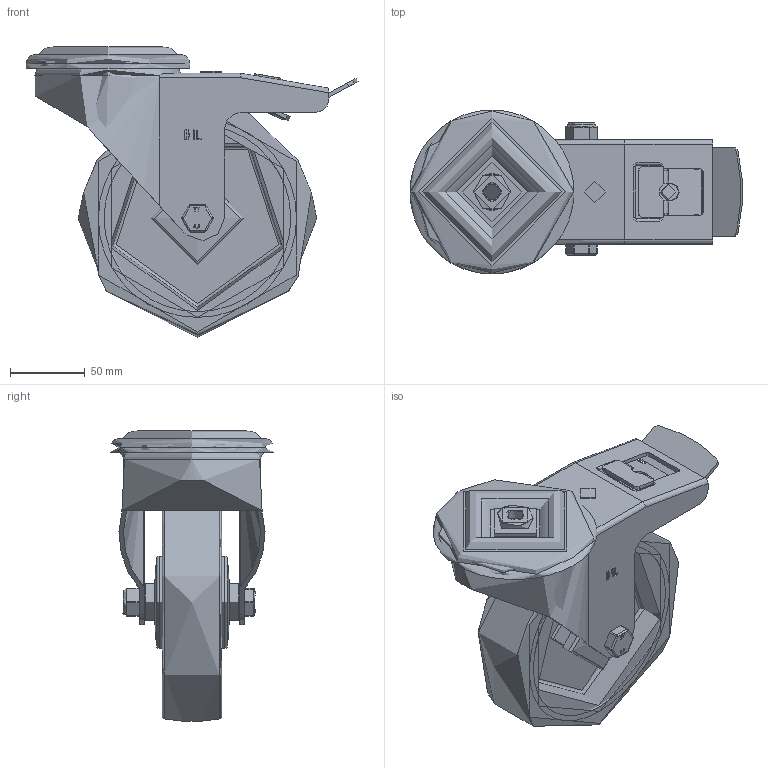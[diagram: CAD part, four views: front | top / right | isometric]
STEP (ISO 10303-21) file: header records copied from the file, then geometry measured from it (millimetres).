
FILE_DESCRIPTION(/* description */ (''),/* implementation_level */ '2;1');
FILE_NAME(/* name */ 'BZMM160STPRBJBH12SWB.step',/* time_stamp */ '2024-10-01T12:20:44+01:00',/* author */ (''),/* organization */ (''),/* preprocessor_version */ 'ST-DEVELOPER v20',/* originating_system */ 'Autodesk Translation Framework v13.20.0.188',/* authorisation */ '');
FILE_SCHEMA (('AUTOMOTIVE_DESIGN { 1 0 10303 214 3 1 1 }'));
Length unit declared in the file: millimetre
Products named in the file (29): BZMM160STPRBJBH12SWB; BZMM150ASBH12SWB - 64 v1; ZINC PLATED, PRESSED STEEL TOP PLATE; ZINC PLATED, PRESSED STEEL BRAKE PEDAL; BRAKE PAD; BRAKE PAD Geometry; BRAKE BOLT; BOLT; NUT; ZINC PLATED, PRESSED STEEL FORKS; BZH160WSTPRBJM12 v1; 65 SHORE A THERMOPLASTIC RUBBER TYRE; POLYPROPYLENE RIM; BEARING6204; INNER; OUTER; BALL BEARINGS; Component3; MIDDLE; RUBBER; CAP; CAP Geometry; CAP2; HEXBOLTM12X80Z8.8 v2; GRADE 8.8 ZINC PLATED BOLT; NYLOCM12Z v1; NYLOC NUT; NUT (1); RUBBER (1)
Assembly tree (35 placements, depth 5):
  BZMM160STPRBJBH12SWB
    BZMM150ASBH12SWB - 64 v1
      ZINC PLATED, PRESSED STEEL TOP PLATE
      ZINC PLATED, PRESSED STEEL BRAKE PEDAL
      BRAKE PAD
        BRAKE PAD Geometry
        BRAKE BOLT
        BOLT
        NUT
      ZINC PLATED, PRESSED STEEL FORKS
    BZH160WSTPRBJM12 v1
      65 SHORE A THERMOPLASTIC RUBBER TYRE
      POLYPROPYLENE RIM
      BEARING6204
        INNER
        OUTER
        BALL BEARINGS
          Component3  x8
        MIDDLE
        RUBBER
      CAP
        CAP Geometry
        CAP2
    HEXBOLTM12X80Z8.8 v2
      GRADE 8.8 ZINC PLATED BOLT
    NYLOCM12Z v1
      NYLOC NUT
        NUT (1)
        RUBBER (1)
Bounding box: 222.68 x 110 x 194.81 mm (x, y, z)
Volume: 650110.9 mm3; surface area: 287846.4 mm2
Topology: 27 solids, 27 shells, 968 faces, 2429 edges, 1588 vertices
Faces by surface type: plane 426, cylinder 226, bspline 199, torus 55, sphere 42, cone 20
Full cylindrical faces by diameter (mm): 8 x2, 9.836 x18, 11.834 x18, 12 x3, 12.1 x2, 12.2 x1, 12.6 x2, 14 x3, 15 x1, 18 x1, 18.5 x1, 19.9 x2, 20 x1, 24.5 x1, 25 x4, 26.25 x2, 27 x1, 28.5 x4, 30.8 x2, 31.3 x2, 33.5 x1, 34 x1, 40 x2, 40.3 x2, 40.5 x2, 40.8 x2, 42 x5, 43 x2, 46 x2, 47 x2
Entity records: 37502 total; most frequent: CARTESIAN_POINT 14719, ORIENTED_EDGE 4774, DIRECTION 4106, EDGE_CURVE 2387, VERTEX_POINT 1572, AXIS2_PLACEMENT_3D 1483, LINE 1140, VECTOR 1140
